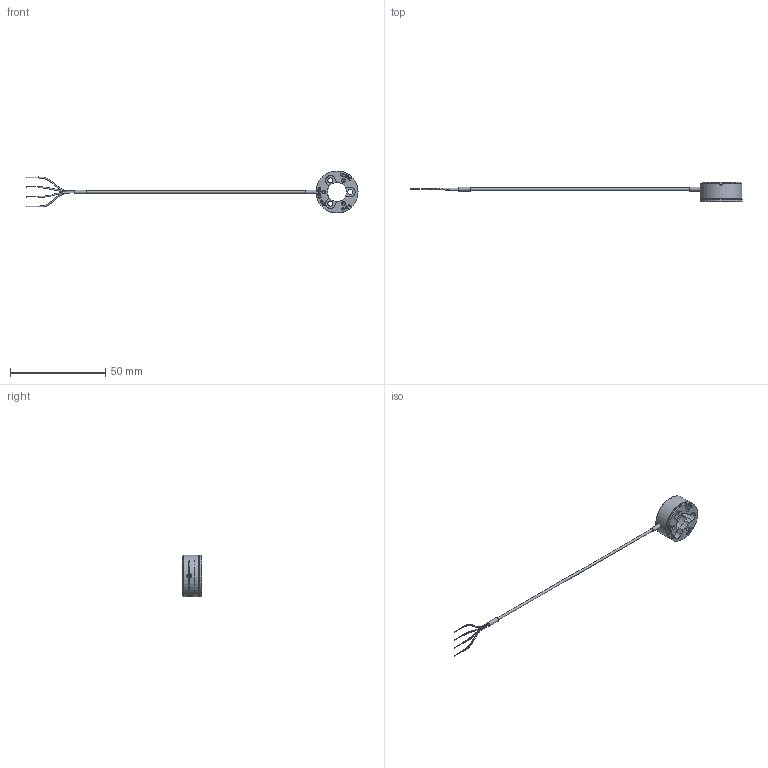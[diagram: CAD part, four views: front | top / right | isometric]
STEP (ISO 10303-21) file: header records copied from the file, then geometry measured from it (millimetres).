
FILE_DESCRIPTION(/* description */ (''),/* implementation_level */ '2;1');
FILE_NAME(/* name */ 'Assembly.stp',/* time_stamp */ '2016-03-24T09:12:10-07:00',/* author */ ('joon'),/* organization */ (''),/* preprocessor_version */ 'ST-DEVELOPER v15.6',/* originating_system */ 'Autodesk Inventor 2015',/* authorisation */ '');
FILE_SCHEMA (('AUTOMOTIVE_DESIGN { 1 0 10303 214 3 1 1 }'));
Length unit declared in the file: centimetre
Products named in the file (1): Simple Assembly
Bounding box: 174.3 x 10 x 22.01 mm (x, y, z)
Volume: 2066.5 mm3; surface area: 3643.5 mm2
Topology: 7 solids, 11 shells, 908 faces, 2788 edges, 1999 vertices
Faces by surface type: plane 485, bspline 318, cylinder 77, cone 12, torus 12, sphere 4
Full cylindrical faces by diameter (mm): 0.254 x4, 1.27 x1, 2.007 x3, 2.032 x2, 2.381 x1, 2.692 x3, 10 x1, 19.99 x1, 20.282 x1, 20.32 x1, 20.955 x1, 21.971 x1, 22 x1
Entity records: 39147 total; most frequent: CARTESIAN_POINT 15076, ORIENTED_EDGE 5460, DIRECTION 3617, EDGE_CURVE 2734, VERTEX_POINT 1980, LINE 1545, VECTOR 1545, EDGE_LOOP 1072
